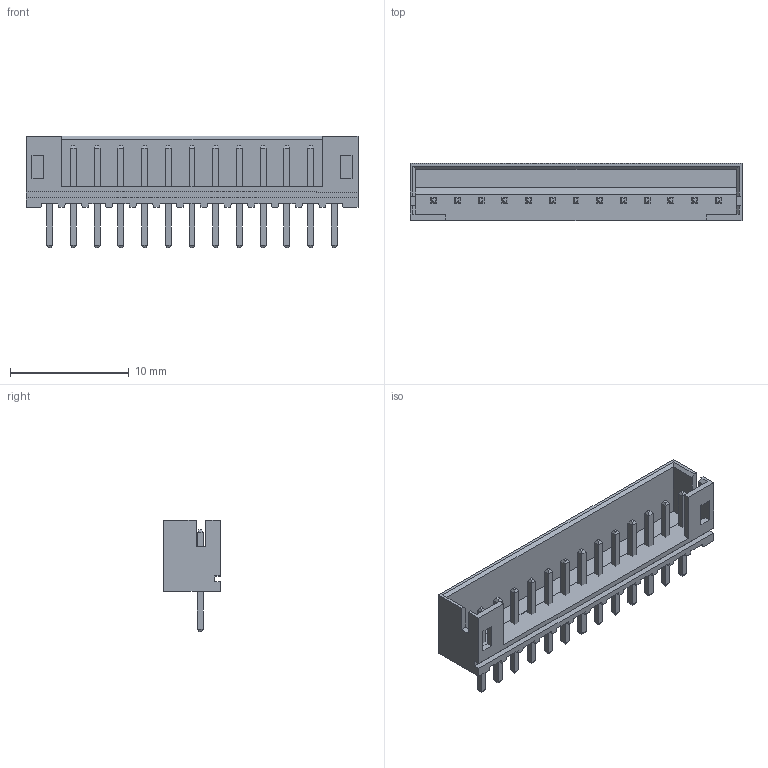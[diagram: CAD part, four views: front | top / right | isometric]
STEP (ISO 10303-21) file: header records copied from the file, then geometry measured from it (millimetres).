
FILE_DESCRIPTION(('STEP AP214'), '1');
FILE_NAME('DS1066', '2019-04-17T17:28:23', ('Nobody'), (''), 'ASCON STEP Converter 1.3', 'ASCON Math Kernel', '');
FILE_SCHEMA(('AUTOMOTIVE_DESIGN { 1 0 10303 214 3 1 1}'));
Length unit declared in the file: millimetre
Assembly tree (14 placements, depth 2):
  (unnamed)
    (unnamed)
    (unnamed)  x13
Bounding box: 28 x 4.8 x 9.4 mm (x, y, z)
Volume: 268.4 mm3; surface area: 1036.9 mm2
Topology: 14 solids, 14 shells, 286 faces, 674 edges, 414 vertices
Faces by surface type: plane 286
Entity records: 5166 total; most frequent: CARTESIAN_POINT 693, ORIENTED_EDGE 676, DIRECTION 604, EDGE_CURVE 338, LINE 338, VECTOR 338, VERTEX_POINT 222, AXIS2_PLACEMENT_3D 133
